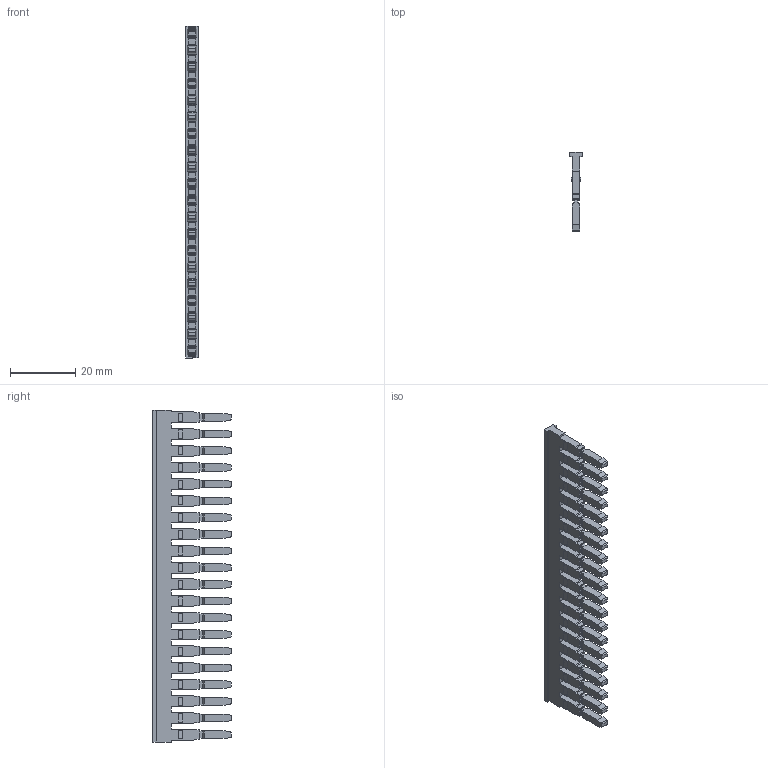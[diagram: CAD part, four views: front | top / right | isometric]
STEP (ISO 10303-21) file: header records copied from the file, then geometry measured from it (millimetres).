
FILE_DESCRIPTION (( 'STEP AP203' ), '1' );
FILE_NAME ('1924.STEP', '2020-03-23T10:01:53', ( '' ), ( '' ), 'SwSTEP 2.0', 'SolidWorks 2011', '' );
FILE_SCHEMA (( 'CONFIG_CONTROL_DESIGN' ));
Length unit declared in the file: millimetre
Products named in the file (1): 1924
Bounding box: 3.9 x 24 x 101.4 mm (x, y, z)
Volume: 3877.7 mm3; surface area: 5743.3 mm2
Topology: 1 solids, 1 shells, 830 faces, 2184 edges, 1416 vertices
Faces by surface type: plane 710, cylinder 120
Entity records: 25205 total; most frequent: CARTESIAN_POINT 4431, ORIENTED_EDGE 4368, DIRECTION 4086, EDGE_CURVE 2184, VECTOR 1944, LINE 1944, VERTEX_POINT 1416, AXIS2_PLACEMENT_3D 1071
